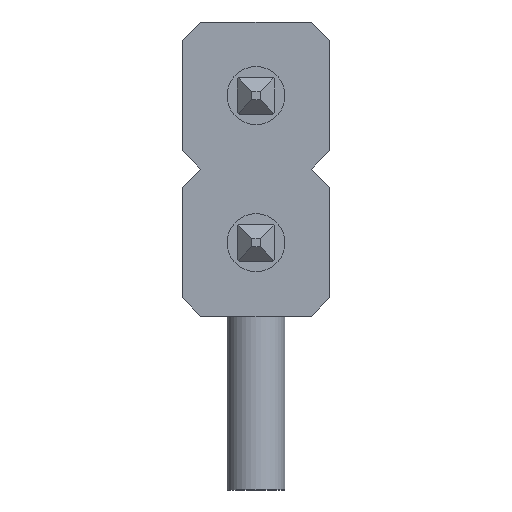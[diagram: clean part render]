
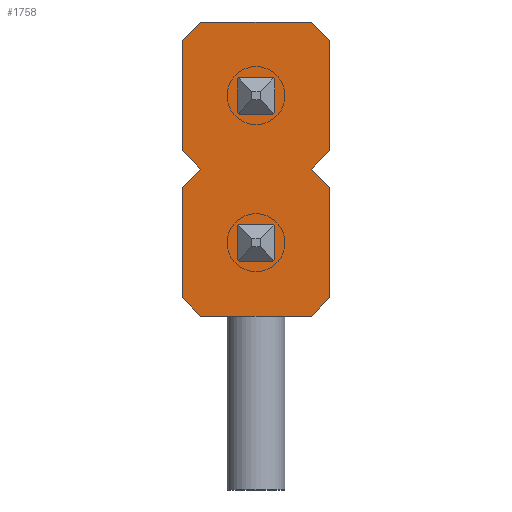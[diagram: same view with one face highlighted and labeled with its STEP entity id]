
A CAD part, front view. The second image highlights one B-rep face of the part: STEP entity #1758.
In plain terms, the highlighted face is planar.
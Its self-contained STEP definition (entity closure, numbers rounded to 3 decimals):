
#92=PLANE('',#1933);
#156=LINE('',#2704,#330);
#159=LINE('',#2708,#333);
#161=LINE('',#2711,#335);
#163=LINE('',#2714,#337);
#164=LINE('',#2716,#338);
#165=LINE('',#2721,#339);
#166=LINE('',#2725,#340);
#167=LINE('',#2729,#341);
#168=LINE('',#2732,#342);
#169=LINE('',#2735,#343);
#170=LINE('',#2737,#344);
#171=LINE('',#2739,#345);
#172=LINE('',#2741,#346);
#173=LINE('',#2743,#347);
#174=LINE('',#2745,#348);
#175=LINE('',#2747,#349);
#176=LINE('',#2749,#350);
#177=LINE('',#2751,#351);
#178=LINE('',#2753,#352);
#179=LINE('',#2755,#353);
#180=LINE('',#2757,#354);
#181=LINE('',#2759,#355);
#330=VECTOR('',#2144,1000.);
#333=VECTOR('',#2149,1000.);
#335=VECTOR('',#2153,1000.);
#337=VECTOR('',#2157,1000.);
#338=VECTOR('',#2160,1000.);
#339=VECTOR('',#2163,1000.);
#340=VECTOR('',#2166,1000.);
#341=VECTOR('',#2169,1000.);
#342=VECTOR('',#2172,1000.);
#343=VECTOR('',#2173,1000.);
#344=VECTOR('',#2174,1000.);
#345=VECTOR('',#2175,1000.);
#346=VECTOR('',#2176,1000.);
#347=VECTOR('',#2177,1000.);
#348=VECTOR('',#2178,1000.);
#349=VECTOR('',#2179,1000.);
#350=VECTOR('',#2180,1000.);
#351=VECTOR('',#2181,1000.);
#352=VECTOR('',#2182,1000.);
#353=VECTOR('',#2183,1000.);
#354=VECTOR('',#2184,1000.);
#355=VECTOR('',#2185,1000.);
#528=ORIENTED_EDGE('',*,*,#1028,.F.);
#529=ORIENTED_EDGE('',*,*,#1014,.T.);
#530=ORIENTED_EDGE('',*,*,#1035,.F.);
#531=ORIENTED_EDGE('',*,*,#1018,.T.);
#532=ORIENTED_EDGE('',*,*,#1033,.F.);
#533=ORIENTED_EDGE('',*,*,#1022,.T.);
#534=ORIENTED_EDGE('',*,*,#1031,.F.);
#535=ORIENTED_EDGE('',*,*,#1026,.T.);
#536=ORIENTED_EDGE('',*,*,#1036,.F.);
#537=ORIENTED_EDGE('',*,*,#1037,.T.);
#538=ORIENTED_EDGE('',*,*,#1038,.F.);
#539=ORIENTED_EDGE('',*,*,#1039,.T.);
#540=ORIENTED_EDGE('',*,*,#1040,.F.);
#541=ORIENTED_EDGE('',*,*,#1041,.T.);
#542=ORIENTED_EDGE('',*,*,#1042,.F.);
#543=ORIENTED_EDGE('',*,*,#1043,.T.);
#544=ORIENTED_EDGE('',*,*,#1044,.T.);
#545=ORIENTED_EDGE('',*,*,#1045,.T.);
#546=ORIENTED_EDGE('',*,*,#1046,.T.);
#547=ORIENTED_EDGE('',*,*,#1047,.T.);
#548=ORIENTED_EDGE('',*,*,#1048,.T.);
#549=ORIENTED_EDGE('',*,*,#1049,.T.);
#550=ORIENTED_EDGE('',*,*,#1050,.T.);
#551=ORIENTED_EDGE('',*,*,#1051,.T.);
#552=ORIENTED_EDGE('',*,*,#1052,.T.);
#553=ORIENTED_EDGE('',*,*,#1053,.T.);
#554=ORIENTED_EDGE('',*,*,#1054,.T.);
#555=ORIENTED_EDGE('',*,*,#1055,.T.);
#556=ORIENTED_EDGE('',*,*,#1056,.T.);
#557=ORIENTED_EDGE('',*,*,#1057,.T.);
#1014=EDGE_CURVE('',#1277,#1276,#1447,.F.);
#1018=EDGE_CURVE('',#1281,#1280,#1449,.F.);
#1022=EDGE_CURVE('',#1285,#1284,#1451,.F.);
#1026=EDGE_CURVE('',#1289,#1288,#1453,.F.);
#1028=EDGE_CURVE('',#1277,#1288,#156,.T.);
#1031=EDGE_CURVE('',#1289,#1284,#159,.T.);
#1033=EDGE_CURVE('',#1285,#1280,#161,.T.);
#1035=EDGE_CURVE('',#1281,#1276,#163,.T.);
#1036=EDGE_CURVE('',#1290,#1291,#164,.T.);
#1037=EDGE_CURVE('',#1290,#1292,#1454,.F.);
#1038=EDGE_CURVE('',#1293,#1292,#165,.T.);
#1039=EDGE_CURVE('',#1293,#1294,#1455,.F.);
#1040=EDGE_CURVE('',#1295,#1294,#166,.T.);
#1041=EDGE_CURVE('',#1295,#1296,#1456,.F.);
#1042=EDGE_CURVE('',#1297,#1296,#167,.T.);
#1043=EDGE_CURVE('',#1297,#1291,#1457,.F.);
#1044=EDGE_CURVE('',#1298,#1299,#168,.T.);
#1045=EDGE_CURVE('',#1299,#1300,#169,.T.);
#1046=EDGE_CURVE('',#1300,#1301,#170,.T.);
#1047=EDGE_CURVE('',#1301,#1302,#171,.F.);
#1048=EDGE_CURVE('',#1302,#1303,#172,.T.);
#1049=EDGE_CURVE('',#1303,#1304,#173,.F.);
#1050=EDGE_CURVE('',#1304,#1305,#174,.T.);
#1051=EDGE_CURVE('',#1305,#1306,#175,.T.);
#1052=EDGE_CURVE('',#1306,#1307,#176,.T.);
#1053=EDGE_CURVE('',#1307,#1308,#177,.T.);
#1054=EDGE_CURVE('',#1308,#1309,#178,.F.);
#1055=EDGE_CURVE('',#1309,#1310,#179,.T.);
#1056=EDGE_CURVE('',#1310,#1311,#180,.F.);
#1057=EDGE_CURVE('',#1311,#1298,#181,.T.);
#1276=VERTEX_POINT('',#2672);
#1277=VERTEX_POINT('',#2674);
#1280=VERTEX_POINT('',#2681);
#1281=VERTEX_POINT('',#2683);
#1284=VERTEX_POINT('',#2690);
#1285=VERTEX_POINT('',#2692);
#1288=VERTEX_POINT('',#2699);
#1289=VERTEX_POINT('',#2701);
#1290=VERTEX_POINT('',#2717);
#1291=VERTEX_POINT('',#2718);
#1292=VERTEX_POINT('',#2720);
#1293=VERTEX_POINT('',#2722);
#1294=VERTEX_POINT('',#2724);
#1295=VERTEX_POINT('',#2726);
#1296=VERTEX_POINT('',#2728);
#1297=VERTEX_POINT('',#2730);
#1298=VERTEX_POINT('',#2733);
#1299=VERTEX_POINT('',#2734);
#1300=VERTEX_POINT('',#2736);
#1301=VERTEX_POINT('',#2738);
#1302=VERTEX_POINT('',#2740);
#1303=VERTEX_POINT('',#2742);
#1304=VERTEX_POINT('',#2744);
#1305=VERTEX_POINT('',#2746);
#1306=VERTEX_POINT('',#2748);
#1307=VERTEX_POINT('',#2750);
#1308=VERTEX_POINT('',#2752);
#1309=VERTEX_POINT('',#2754);
#1310=VERTEX_POINT('',#2756);
#1311=VERTEX_POINT('',#2758);
#1447=CIRCLE('',#1919,0.05);
#1449=CIRCLE('',#1922,0.05);
#1451=CIRCLE('',#1925,0.05);
#1453=CIRCLE('',#1928,0.05);
#1454=CIRCLE('',#1934,0.05);
#1455=CIRCLE('',#1935,0.05);
#1456=CIRCLE('',#1936,0.05);
#1457=CIRCLE('',#1937,0.05);
#1510=EDGE_LOOP('',(#528,#529,#530,#531,#532,#533,#534,#535));
#1511=EDGE_LOOP('',(#536,#537,#538,#539,#540,#541,#542,#543));
#1512=EDGE_LOOP('',(#544,#545,#546,#547,#548,#549,#550,#551,#552,#553,#554,
#555,#556,#557));
#1618=FACE_BOUND('',#1510,.T.);
#1619=FACE_BOUND('',#1511,.T.);
#1620=FACE_BOUND('',#1512,.T.);
#1758=ADVANCED_FACE('',(#1618,#1619,#1620),#92,.T.);
#1919=AXIS2_PLACEMENT_3D('',#2673,#2115,#2116);
#1922=AXIS2_PLACEMENT_3D('',#2682,#2123,#2124);
#1925=AXIS2_PLACEMENT_3D('',#2691,#2131,#2132);
#1928=AXIS2_PLACEMENT_3D('',#2700,#2139,#2140);
#1933=AXIS2_PLACEMENT_3D('',#2715,#2158,#2159);
#1934=AXIS2_PLACEMENT_3D('',#2719,#2161,#2162);
#1935=AXIS2_PLACEMENT_3D('',#2723,#2164,#2165);
#1936=AXIS2_PLACEMENT_3D('',#2727,#2167,#2168);
#1937=AXIS2_PLACEMENT_3D('',#2731,#2170,#2171);
#2115=DIRECTION('',(0.,0.,1.));
#2116=DIRECTION('',(1.,0.,0.));
#2123=DIRECTION('',(0.,0.,1.));
#2124=DIRECTION('',(1.,0.,0.));
#2131=DIRECTION('',(0.,0.,1.));
#2132=DIRECTION('',(1.,0.,0.));
#2139=DIRECTION('',(0.,0.,1.));
#2140=DIRECTION('',(1.,0.,0.));
#2144=DIRECTION('',(0.,-1.,0.));
#2149=DIRECTION('',(1.,0.,0.));
#2153=DIRECTION('',(0.,1.,0.));
#2157=DIRECTION('',(-1.,0.,0.));
#2158=DIRECTION('',(0.,0.,1.));
#2159=DIRECTION('',(1.,0.,0.));
#2160=DIRECTION('',(0.,-1.,0.));
#2161=DIRECTION('',(0.,0.,1.));
#2162=DIRECTION('',(1.,0.,0.));
#2163=DIRECTION('',(-1.,0.,0.));
#2164=DIRECTION('',(0.,0.,1.));
#2165=DIRECTION('',(1.,0.,0.));
#2166=DIRECTION('',(0.,1.,0.));
#2167=DIRECTION('',(0.,0.,1.));
#2168=DIRECTION('',(1.,0.,0.));
#2169=DIRECTION('',(1.,0.,0.));
#2170=DIRECTION('',(0.,0.,1.));
#2171=DIRECTION('',(1.,0.,0.));
#2172=DIRECTION('',(-0.707,0.707,0.));
#2173=DIRECTION('',(0.707,0.707,0.));
#2174=DIRECTION('',(0.,1.,0.));
#2175=DIRECTION('',(0.707,-0.707,0.));
#2176=DIRECTION('',(-1.,0.,0.));
#2177=DIRECTION('',(0.707,0.707,0.));
#2178=DIRECTION('',(0.,-1.,0.));
#2179=DIRECTION('',(0.707,-0.707,0.));
#2180=DIRECTION('',(-0.707,-0.707,0.));
#2181=DIRECTION('',(0.,-1.,0.));
#2182=DIRECTION('',(-0.707,0.707,0.));
#2183=DIRECTION('',(1.,0.,0.));
#2184=DIRECTION('',(-0.707,-0.707,0.));
#2185=DIRECTION('',(0.,1.,0.));
#2672=CARTESIAN_POINT('',(1.,1.59,2.54));
#2673=CARTESIAN_POINT('',(1.,1.54,2.54));
#2674=CARTESIAN_POINT('',(0.95,1.54,2.54));
#2681=CARTESIAN_POINT('',(1.59,1.54,2.54));
#2682=CARTESIAN_POINT('',(1.54,1.54,2.54));
#2683=CARTESIAN_POINT('',(1.54,1.59,2.54));
#2690=CARTESIAN_POINT('',(1.54,0.95,2.54));
#2691=CARTESIAN_POINT('',(1.54,1.,2.54));
#2692=CARTESIAN_POINT('',(1.59,1.,2.54));
#2699=CARTESIAN_POINT('',(0.95,1.,2.54));
#2700=CARTESIAN_POINT('',(1.,1.,2.54));
#2701=CARTESIAN_POINT('',(1.,0.95,2.54));
#2704=CARTESIAN_POINT('',(0.95,1.59,2.54));
#2708=CARTESIAN_POINT('',(0.95,0.95,2.54));
#2711=CARTESIAN_POINT('',(1.59,0.95,2.54));
#2714=CARTESIAN_POINT('',(1.59,1.59,2.54));
#2715=CARTESIAN_POINT('',(0.,0.,2.54));
#2716=CARTESIAN_POINT('',(0.95,4.13,2.54));
#2717=CARTESIAN_POINT('',(0.95,4.08,2.54));
#2718=CARTESIAN_POINT('',(0.95,3.54,2.54));
#2719=CARTESIAN_POINT('',(1.,4.08,2.54));
#2720=CARTESIAN_POINT('',(1.,4.13,2.54));
#2721=CARTESIAN_POINT('',(1.59,4.13,2.54));
#2722=CARTESIAN_POINT('',(1.54,4.13,2.54));
#2723=CARTESIAN_POINT('',(1.54,4.08,2.54));
#2724=CARTESIAN_POINT('',(1.59,4.08,2.54));
#2725=CARTESIAN_POINT('',(1.59,3.49,2.54));
#2726=CARTESIAN_POINT('',(1.59,3.54,2.54));
#2727=CARTESIAN_POINT('',(1.54,3.54,2.54));
#2728=CARTESIAN_POINT('',(1.54,3.49,2.54));
#2729=CARTESIAN_POINT('',(0.95,3.49,2.54));
#2730=CARTESIAN_POINT('',(1.,3.49,2.54));
#2731=CARTESIAN_POINT('',(1.,3.54,2.54));
#2732=CARTESIAN_POINT('',(2.54,2.22,2.54));
#2733=CARTESIAN_POINT('',(2.54,2.22,2.54));
#2734=CARTESIAN_POINT('',(2.22,2.54,2.54));
#2735=CARTESIAN_POINT('',(2.22,2.54,2.54));
#2736=CARTESIAN_POINT('',(2.54,2.86,2.54));
#2737=CARTESIAN_POINT('',(2.54,0.,2.54));
#2738=CARTESIAN_POINT('',(2.54,4.76,2.54));
#2739=CARTESIAN_POINT('',(3.65,3.65,2.54));
#2740=CARTESIAN_POINT('',(2.22,5.08,2.54));
#2741=CARTESIAN_POINT('',(2.54,5.08,2.54));
#2742=CARTESIAN_POINT('',(0.32,5.08,2.54));
#2743=CARTESIAN_POINT('',(-2.38,2.38,2.54));
#2744=CARTESIAN_POINT('',(0.,4.76,2.54));
#2745=CARTESIAN_POINT('',(0.,5.08,2.54));
#2746=CARTESIAN_POINT('',(0.,2.86,2.54));
#2747=CARTESIAN_POINT('',(0.,2.86,2.54));
#2748=CARTESIAN_POINT('',(0.32,2.54,2.54));
#2749=CARTESIAN_POINT('',(0.32,2.54,2.54));
#2750=CARTESIAN_POINT('',(0.,2.22,2.54));
#2751=CARTESIAN_POINT('',(0.,5.08,2.54));
#2752=CARTESIAN_POINT('',(0.,0.32,2.54));
#2753=CARTESIAN_POINT('',(0.16,0.16,2.54));
#2754=CARTESIAN_POINT('',(0.32,0.,2.54));
#2755=CARTESIAN_POINT('',(0.,0.,2.54));
#2756=CARTESIAN_POINT('',(2.22,0.,2.54));
#2757=CARTESIAN_POINT('',(1.11,-1.11,2.54));
#2758=CARTESIAN_POINT('',(2.54,0.32,2.54));
#2759=CARTESIAN_POINT('',(2.54,0.,2.54));
